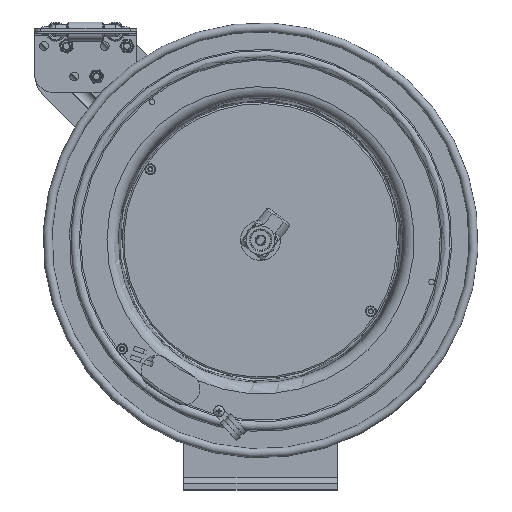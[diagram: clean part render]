
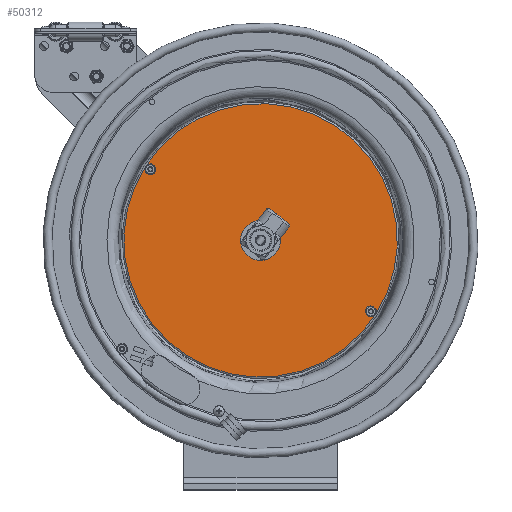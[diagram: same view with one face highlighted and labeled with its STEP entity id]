
A CAD part, top view. The second image highlights one B-rep face of the part: STEP entity #50312.
In plain terms, the highlighted planar face has unit normal (0, 0, 1).
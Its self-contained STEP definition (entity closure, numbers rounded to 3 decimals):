
#1206=FACE_BOUND('',#17195,.T.);
#1207=FACE_BOUND('',#17196,.T.);
#1208=FACE_BOUND('',#17197,.T.);
#1964=PLANE('',#53671);
#15104=FACE_OUTER_BOUND('',#17194,.T.);
#17194=EDGE_LOOP('',(#43185,#43186));
#17195=EDGE_LOOP('',(#43187));
#17196=EDGE_LOOP('',(#43188));
#17197=EDGE_LOOP('',(#43189));
#19200=CIRCLE('',#53666,5.345);
#19201=CIRCLE('',#53667,5.345);
#19205=CIRCLE('',#53672,0.1);
#19206=CIRCLE('',#53673,0.1);
#19207=CIRCLE('',#53674,0.65);
#23615=VERTEX_POINT('',#83868);
#23616=VERTEX_POINT('',#83869);
#23619=VERTEX_POINT('',#83878);
#23620=VERTEX_POINT('',#83880);
#23621=VERTEX_POINT('',#83882);
#31635=EDGE_CURVE('',#23615,#23616,#19200,.T.);
#31636=EDGE_CURVE('',#23616,#23615,#19201,.T.);
#31640=EDGE_CURVE('',#23619,#23619,#19205,.T.);
#31641=EDGE_CURVE('',#23620,#23620,#19206,.T.);
#31642=EDGE_CURVE('',#23621,#23621,#19207,.T.);
#43185=ORIENTED_EDGE('',*,*,#31635,.T.);
#43186=ORIENTED_EDGE('',*,*,#31636,.T.);
#43187=ORIENTED_EDGE('',*,*,#31640,.T.);
#43188=ORIENTED_EDGE('',*,*,#31641,.T.);
#43189=ORIENTED_EDGE('',*,*,#31642,.T.);
#50312=ADVANCED_FACE('',(#15104,#1206,#1207,#1208),#1964,.T.);
#53666=AXIS2_PLACEMENT_3D('',#83870,#62414,#62415);
#53667=AXIS2_PLACEMENT_3D('',#83871,#62416,#62417);
#53671=AXIS2_PLACEMENT_3D('',#83877,#62424,#62425);
#53672=AXIS2_PLACEMENT_3D('',#83879,#62426,#62427);
#53673=AXIS2_PLACEMENT_3D('',#83881,#62428,#62429);
#53674=AXIS2_PLACEMENT_3D('',#83883,#62430,#62431);
#62414=DIRECTION('center_axis',(0.,0.,
1.));
#62415=DIRECTION('ref_axis',(-0.542,-0.841,0.));
#62416=DIRECTION('center_axis',(0.,0.,
1.));
#62417=DIRECTION('ref_axis',(-0.542,-0.841,0.));
#62424=DIRECTION('center_axis',(0.,0.,
1.));
#62425=DIRECTION('ref_axis',(-0.841,0.542,0.));
#62426=DIRECTION('center_axis',(0.,0.,
-1.));
#62427=DIRECTION('ref_axis',(-0.542,-0.841,0.));
#62428=DIRECTION('center_axis',(0.,0.,
-1.));
#62429=DIRECTION('ref_axis',(-0.542,-0.841,0.));
#62430=DIRECTION('center_axis',(0.,0.,
-1.));
#62431=DIRECTION('ref_axis',(0.542,0.841,0.));
#83868=CARTESIAN_POINT('',(1.883,7.583,-18.19));
#83869=CARTESIAN_POINT('',(9.271,9.181,-18.19));
#83870=CARTESIAN_POINT('Origin',(4.778,12.076,-18.19));
#83871=CARTESIAN_POINT('Origin',(4.778,12.076,-18.19));
#83877=CARTESIAN_POINT('Origin',(3.331,9.83,-18.19));
#83878=CARTESIAN_POINT('',(0.416,14.768,-18.19));
#83879=CARTESIAN_POINT('Origin',(0.47,14.852,-18.19));
#83880=CARTESIAN_POINT('',(9.032,9.216,-18.19));
#83881=CARTESIAN_POINT('Origin',(9.086,9.3,-18.19));
#83882=CARTESIAN_POINT('',(4.426,11.53,-18.19));
#83883=CARTESIAN_POINT('Origin',(4.778,12.076,-18.19));
